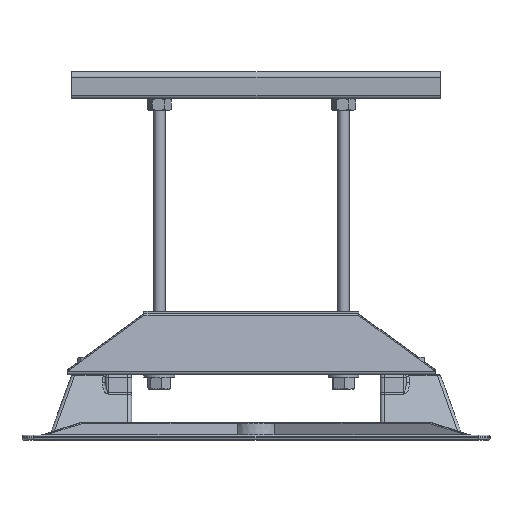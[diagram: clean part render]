
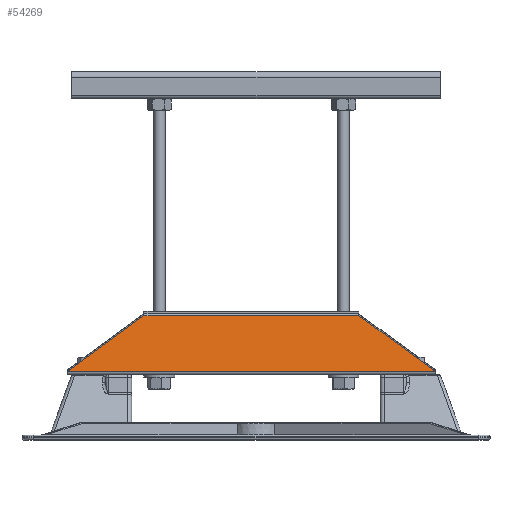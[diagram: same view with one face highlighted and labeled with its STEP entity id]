
A CAD part, top view. The second image highlights one B-rep face of the part: STEP entity #54269.
In plain terms, the highlighted face is planar.
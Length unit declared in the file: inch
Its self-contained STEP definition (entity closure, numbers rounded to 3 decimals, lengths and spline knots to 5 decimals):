
#54066=CARTESIAN_POINT('',(0.01591,0.10263,12.));
#54067=VERTEX_POINT('',#54066);
#54075=CARTESIAN_POINT('',(0.01591,0.10263,0.));
#54076=VERTEX_POINT('',#54075);
#54077=CARTESIAN_POINT('',(0.01591,0.10263,12.));
#54078=DIRECTION('',(0.0,0.0,-1.0));
#54079=VECTOR('',#54078,12.);
#54080=LINE('',#54077,#54079);
#54081=EDGE_CURVE('',#54067,#54076,#54080,.T.);
#54220=CARTESIAN_POINT('',(0.29832,1.92463,9.5));
#54221=VERTEX_POINT('',#54220);
#54222=CARTESIAN_POINT('',(0.29832,1.92463,2.5));
#54223=VERTEX_POINT('',#54222);
#54224=CARTESIAN_POINT('',(0.29832,1.92463,9.5));
#54225=DIRECTION('',(0.0,0.0,-1.0));
#54226=VECTOR('',#54225,7.);
#54227=LINE('',#54224,#54226);
#54228=EDGE_CURVE('',#54221,#54223,#54227,.T.);
#54248=CARTESIAN_POINT('',(0.0,0.0,12.));
#54249=DIRECTION('',(-0.988,0.153,0.0));
#54250=DIRECTION('',(0.0,0.0,1.0));
#54251=AXIS2_PLACEMENT_3D('',#54248,#54249,#54250);
#54252=PLANE('',#54251);
#54253=ORIENTED_EDGE('',*,*,#54081,.F.);
#54254=CARTESIAN_POINT('',(0.01591,0.10263,12.));
#54255=DIRECTION('',(0.091,0.587,-0.805));
#54256=VECTOR('',#54255,3.10635);
#54257=LINE('',#54254,#54256);
#54258=EDGE_CURVE('',#54067,#54221,#54257,.T.);
#54259=ORIENTED_EDGE('',*,*,#54258,.T.);
#54260=ORIENTED_EDGE('',*,*,#54228,.T.);
#54261=CARTESIAN_POINT('',(0.29832,1.92463,2.5));
#54262=DIRECTION('',(-0.091,-0.587,-0.805));
#54263=VECTOR('',#54262,3.10635);
#54264=LINE('',#54261,#54263);
#54265=EDGE_CURVE('',#54223,#54076,#54264,.T.);
#54266=ORIENTED_EDGE('',*,*,#54265,.T.);
#54267=EDGE_LOOP('',(#54253,#54259,#54260,#54266));
#54268=FACE_OUTER_BOUND('',#54267,.T.);
#54269=ADVANCED_FACE('',(#54268),#54252,.T.);
